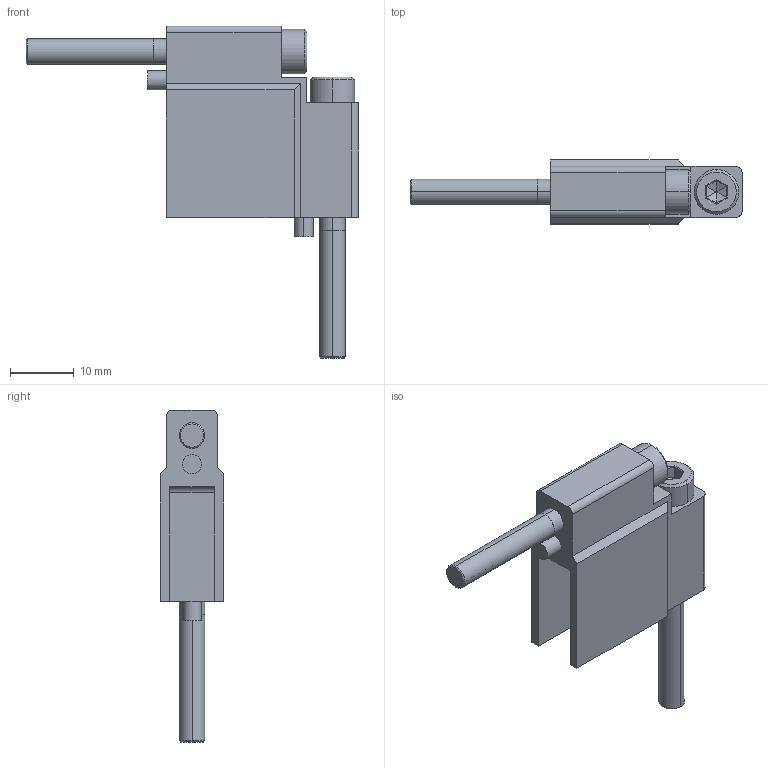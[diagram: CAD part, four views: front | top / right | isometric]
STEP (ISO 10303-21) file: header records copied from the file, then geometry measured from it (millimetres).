
FILE_DESCRIPTION((''),'2;1');
FILE_NAME('11116_KOTNIK_PROFILA_MREZE_KPL_ASM','2022-09-16T13:43:35',('PredragRovcanin'),('Audax d.o.o.'),'CREO PARAMETRIC BY PTC INC, 2020281','CREO PARAMETRIC BY PTC INC, 2020281','');
FILE_SCHEMA(('AUTOMOTIVE_DESIGN { 1 0 10303 214 1 1 1 1 }'));
Length unit declared in the file: millimetre
Products named in the file (3): 11116_KOTNIK_PA_PROFILA_MREZE; L-DIN912-M4X40; 11116_KOTNIK_PROFILA_MREZE_KPL_ASM
Assembly tree (3 placements, depth 2):
  11116_KOTNIK_PROFILA_MREZE_KPL_ASM
    11116_KOTNIK_PA_PROFILA_MREZE
    L-DIN912-M4X40  x2
Bounding box: 52 x 10 x 52 mm (x, y, z)
Volume: 5596.9 mm3; surface area: 5513.2 mm2
Topology: 3 solids, 5 shells, 105 faces, 252 edges, 172 vertices
Faces by surface type: plane 56, cylinder 37, cone 8, torus 4
Entity records: 3555 total; most frequent: CARTESIAN_POINT 420, DIRECTION 382, ORIENTED_EDGE 330, COLOUR_RGB 322, PRESENTATION_STYLE_ASSIGNMENT 181, STYLED_ITEM 181, CURVE_STYLE 178, EDGE_CURVE 167
